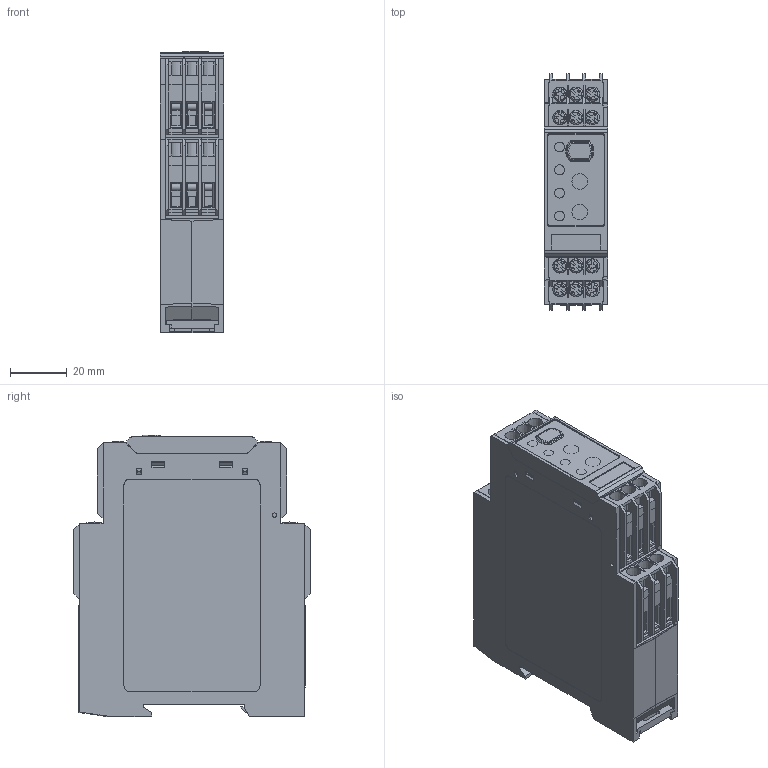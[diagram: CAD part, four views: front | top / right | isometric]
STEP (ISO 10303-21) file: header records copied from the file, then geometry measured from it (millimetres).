
FILE_DESCRIPTION(/* description */ (''),/* implementation_level */ '2;1');
FILE_NAME(/* name */ 'DTA04DM24.stp',/* time_stamp */ '2017-10-10T12:18:39+02:00',/* author */ ('rtamburlin'),/* organization */ (''),/* preprocessor_version */ 'ST-DEVELOPER v16.5',/* originating_system */ 'Autodesk Inventor 2017',/* authorisation */ '');
FILE_SCHEMA (('AUTOMOTIVE_DESIGN { 1 0 10303 214 3 1 1 }'));
Products named in the file (1): DTA04DM24
Bounding box: 22.5 x 83.6 x 99.58 mm (x, y, z)
Volume: 46289.1 mm3; surface area: 68957.3 mm2
Topology: 1 solids, 33 shells, 4332 faces, 13021 edges, 8466 vertices
Faces by surface type: plane 3698, cylinder 520, cone 61, bspline 27, torus 26
Full cylindrical faces by diameter (mm): 1.491 x2, 1.5 x12, 2.3 x12, 2.45 x12, 2.7 x12, 3 x24, 3.05 x12, 3.5 x4, 4.5 x3, 4.9 x12, 5.5 x3
Entity records: 148883 total; most frequent: CARTESIAN_POINT 27063, ORIENTED_EDGE 25654, DIRECTION 22601, EDGE_CURVE 12823, LINE 11473, VECTOR 11473, VERTEX_POINT 8425, AXIS2_PLACEMENT_3D 5564
